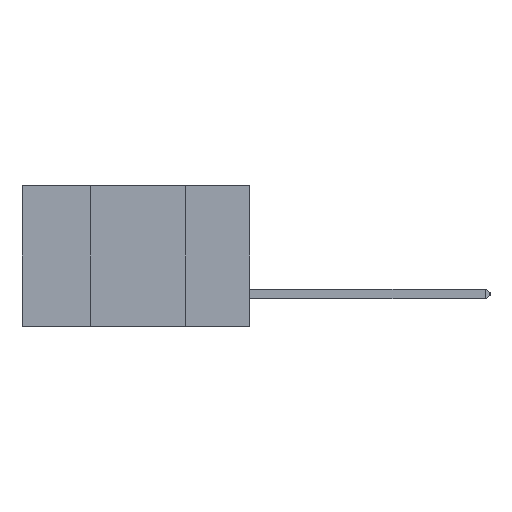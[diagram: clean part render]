
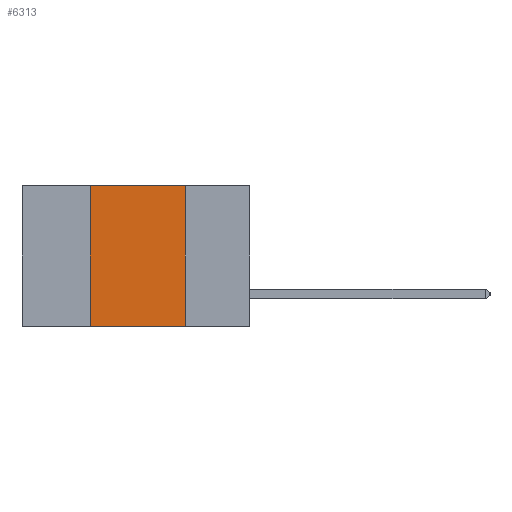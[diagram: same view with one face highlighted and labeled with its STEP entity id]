
A CAD part, left-side view. The second image highlights one B-rep face of the part: STEP entity #6313.
In plain terms, the highlighted planar face has unit normal (-1, 0, 0).
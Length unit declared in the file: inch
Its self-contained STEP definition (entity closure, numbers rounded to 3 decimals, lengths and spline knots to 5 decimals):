
#332 = CARTESIAN_POINT ( 'NONE',  ( 0., 0.42, 0. ) ) ;
#384 = CARTESIAN_POINT ( 'NONE',  ( 0., 0.42, -0.37 ) ) ;
#1320 = DIRECTION ( 'NONE',  ( 0., 0., -1. ) ) ;
#1528 = DIRECTION ( 'NONE',  ( 0., -1., 0. ) ) ;
#1655 = DIRECTION ( 'NONE',  ( 0., 0., 1. ) ) ;
#4382 = ORIENTED_EDGE ( 'NONE', *, *, #21938, .F. ) ;
#4581 = CARTESIAN_POINT ( 'NONE',  ( 0., 0.17, -0.37 ) ) ;
#5085 = VERTEX_POINT ( 'NONE', #332 ) ;
#5438 = LINE ( 'NONE', #13273, #18970 ) ;
#5465 = CARTESIAN_POINT ( 'NONE',  ( 0., 0.42, 0. ) ) ;
#5884 = DIRECTION ( 'NONE',  ( 1., 0., 0. ) ) ;
#6313 = ADVANCED_FACE ( 'NONE', ( #19341 ), #11627, .F. ) ;
#6397 = EDGE_CURVE ( 'NONE', #12024, #5085, #13667, .T. ) ;
#6965 = CARTESIAN_POINT ( 'NONE',  ( 0., 0.17, 0. ) ) ;
#7923 = CARTESIAN_POINT ( 'NONE',  ( 0., 0.6, 0. ) ) ;
#8169 = CARTESIAN_POINT ( 'NONE',  ( 0., 0.17, 0. ) ) ;
#8912 = VECTOR ( 'NONE', #1655, 39.37008 ) ;
#9102 = AXIS2_PLACEMENT_3D ( 'NONE', #7923, #5884, #1320 ) ;
#10434 = EDGE_CURVE ( 'NONE', #16689, #19747, #17820, .T. ) ;
#11028 = ORIENTED_EDGE ( 'NONE', *, *, #10434, .F. ) ;
#11627 = PLANE ( 'NONE',  #9102 ) ;
#11772 = DIRECTION ( 'NONE',  ( 0., 0., -1. ) ) ;
#12024 = VERTEX_POINT ( 'NONE', #384 ) ;
#13224 = VECTOR ( 'NONE', #11772, 39.37008 ) ;
#13273 = CARTESIAN_POINT ( 'NONE',  ( 0., 0.6, -0.37 ) ) ;
#13667 = LINE ( 'NONE', #5465, #8912 ) ;
#13909 = ORIENTED_EDGE ( 'NONE', *, *, #17253, .T. ) ;
#15003 = DIRECTION ( 'NONE',  ( 0., -1., 0. ) ) ;
#16689 = VERTEX_POINT ( 'NONE', #6965 ) ;
#17253 = EDGE_CURVE ( 'NONE', #12024, #19747, #5438, .T. ) ;
#17820 = LINE ( 'NONE', #8169, #13224 ) ;
#18403 = ORIENTED_EDGE ( 'NONE', *, *, #6397, .F. ) ;
#18970 = VECTOR ( 'NONE', #15003, 39.37008 ) ;
#19341 = FACE_OUTER_BOUND ( 'NONE', #22019, .T. ) ;
#19378 = CARTESIAN_POINT ( 'NONE',  ( 0., 0.6, 0. ) ) ;
#19747 = VERTEX_POINT ( 'NONE', #4581 ) ;
#21693 = VECTOR ( 'NONE', #1528, 39.37008 ) ;
#21938 = EDGE_CURVE ( 'NONE', #5085, #16689, #22242, .T. ) ;
#22019 = EDGE_LOOP ( 'NONE', ( #11028, #4382, #18403, #13909 ) ) ;
#22242 = LINE ( 'NONE', #19378, #21693 ) ;
